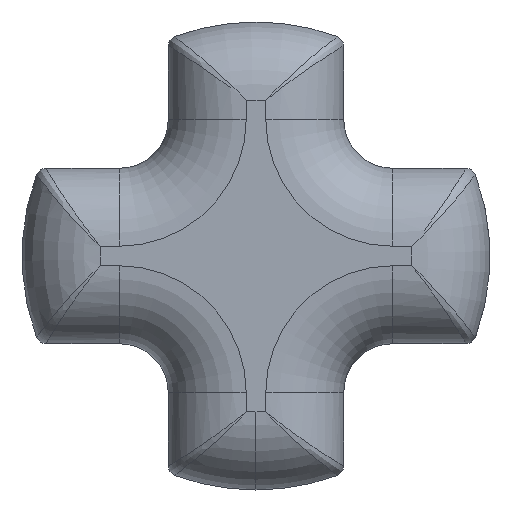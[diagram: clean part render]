
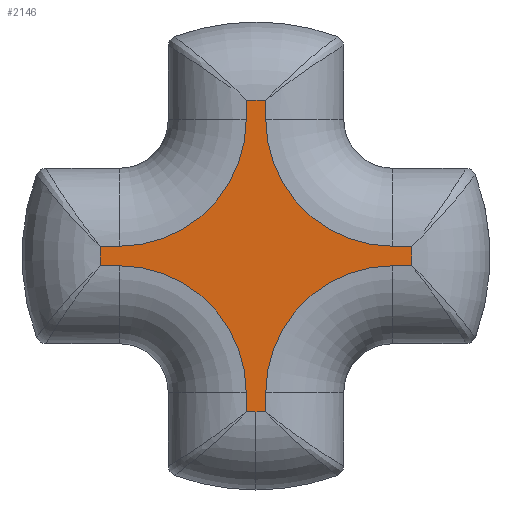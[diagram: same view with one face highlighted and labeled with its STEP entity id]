
A CAD part, left-side view. The second image highlights one B-rep face of the part: STEP entity #2146.
In plain terms, the highlighted planar face has unit normal (-1, 0, 0).
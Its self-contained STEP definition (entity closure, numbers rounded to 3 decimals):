
#1 = VERTEX_POINT ( 'NONE', #379 ) ;
#30 = VERTEX_POINT ( 'NONE', #2550 ) ;
#69 = EDGE_CURVE ( 'NONE', #928, #2358, #814, .T. ) ;
#83 = CARTESIAN_POINT ( 'NONE',  ( 0., 2.156, -0.1 ) ) ;
#84 = DIRECTION ( 'NONE',  ( 1., 0., 0. ) ) ;
#142 = ORIENTED_EDGE ( 'NONE', *, *, #2432, .T. ) ;
#165 = EDGE_CURVE ( 'NONE', #2083, #2385, #178, .T. ) ;
#168 = CIRCLE ( 'NONE', #2505, 1.6 ) ;
#178 = CIRCLE ( 'NONE', #1705, 1.3 ) ;
#215 = EDGE_CURVE ( 'NONE', #513, #928, #2060, .T. ) ;
#225 = EDGE_LOOP ( 'NONE', ( #1177, #566, #2419, #1151, #2316, #142, #2041, #1774, #623, #1499, #640, #1114, #2449, #2161, #1552, #1381, #2133 ) ) ;
#253 = DIRECTION ( 'NONE',  ( 0., 0., -1. ) ) ;
#266 = CARTESIAN_POINT ( 'NONE',  ( 0., -1.4, -0.1 ) ) ;
#278 = LINE ( 'NONE', #529, #1907 ) ;
#283 = EDGE_CURVE ( 'NONE', #1078, #2083, #2463, .T. ) ;
#292 = AXIS2_PLACEMENT_3D ( 'NONE', #1092, #2477, #1298 ) ;
#305 = CARTESIAN_POINT ( 'NONE',  ( 0., 0., 0. ) ) ;
#310 = CIRCLE ( 'NONE', #1740, 1.3 ) ;
#379 = CARTESIAN_POINT ( 'NONE',  ( 0., -1.597, 0.1 ) ) ;
#457 = EDGE_CURVE ( 'NONE', #30, #513, #1655, .T. ) ;
#477 = DIRECTION ( 'NONE',  ( 0., -1., 0. ) ) ;
#481 = CARTESIAN_POINT ( 'NONE',  ( 0., -0.1, 0.8 ) ) ;
#505 = DIRECTION ( 'NONE',  ( 0., 0., -1. ) ) ;
#513 = VERTEX_POINT ( 'NONE', #2251 ) ;
#519 = DIRECTION ( 'NONE',  ( -1., 0., 0. ) ) ;
#529 = CARTESIAN_POINT ( 'NONE',  ( 0., 2.156, 0.1 ) ) ;
#540 = AXIS2_PLACEMENT_3D ( 'NONE', #1927, #760, #2123 ) ;
#546 = EDGE_CURVE ( 'NONE', #2506, #1078, #2053, .T. ) ;
#566 = ORIENTED_EDGE ( 'NONE', *, *, #1454, .T. ) ;
#574 = CARTESIAN_POINT ( 'NONE',  ( 0., 1.4, -0.1 ) ) ;
#576 = CARTESIAN_POINT ( 'NONE',  ( 0., 0., 0. ) ) ;
#623 = ORIENTED_EDGE ( 'NONE', *, *, #1913, .T. ) ;
#627 = CARTESIAN_POINT ( 'NONE',  ( 0., 1.4, 0.1 ) ) ;
#640 = ORIENTED_EDGE ( 'NONE', *, *, #1388, .T. ) ;
#650 = LINE ( 'NONE', #2444, #1572 ) ;
#655 = VERTEX_POINT ( 'NONE', #706 ) ;
#661 = DIRECTION ( 'NONE',  ( -1., 0., 0. ) ) ;
#698 = DIRECTION ( 'NONE',  ( 0., 0., 1. ) ) ;
#703 = PLANE ( 'NONE',  #2252 ) ;
#706 = CARTESIAN_POINT ( 'NONE',  ( 0., -1.597, -0.1 ) ) ;
#736 = EDGE_CURVE ( 'NONE', #2502, #30, #310, .T. ) ;
#744 = DIRECTION ( 'NONE',  ( 1., 0., 0. ) ) ;
#760 = DIRECTION ( 'NONE',  ( 1., 0., 0. ) ) ;
#785 = DIRECTION ( 'NONE',  ( 0., 0., -1. ) ) ;
#814 = LINE ( 'NONE', #2361, #1261 ) ;
#856 = CARTESIAN_POINT ( 'NONE',  ( 0., 1.597, 0.1 ) ) ;
#896 = DIRECTION ( 'NONE',  ( 1., 0., 0. ) ) ;
#898 = DIRECTION ( 'NONE',  ( 0., 1., 0. ) ) ;
#928 = VERTEX_POINT ( 'NONE', #1604 ) ;
#951 = LINE ( 'NONE', #1869, #1939 ) ;
#957 = EDGE_CURVE ( 'NONE', #2300, #2148, #2422, .T. ) ;
#986 = EDGE_CURVE ( 'NONE', #1, #2502, #278, .T. ) ;
#1021 = DIRECTION ( 'NONE',  ( 1., 0., 0. ) ) ;
#1035 = CIRCLE ( 'NONE', #2122, 1.6 ) ;
#1067 = CIRCLE ( 'NONE', #1115, 1.3 ) ;
#1078 = VERTEX_POINT ( 'NONE', #1138 ) ;
#1092 = CARTESIAN_POINT ( 'NONE',  ( 0., 0., 0. ) ) ;
#1099 = LINE ( 'NONE', #1648, #1173 ) ;
#1114 = ORIENTED_EDGE ( 'NONE', *, *, #1121, .T. ) ;
#1115 = AXIS2_PLACEMENT_3D ( 'NONE', #1256, #84, #1449 ) ;
#1121 = EDGE_CURVE ( 'NONE', #655, #1, #168, .T. ) ;
#1138 = CARTESIAN_POINT ( 'NONE',  ( 0., 1.597, -0.1 ) ) ;
#1142 = VECTOR ( 'NONE', #2048, 1000. ) ;
#1151 = ORIENTED_EDGE ( 'NONE', *, *, #283, .T. ) ;
#1173 = VECTOR ( 'NONE', #477, 1000. ) ;
#1177 = ORIENTED_EDGE ( 'NONE', *, *, #1993, .T. ) ;
#1252 = DIRECTION ( 'NONE',  ( 0., -1., 0. ) ) ;
#1256 = CARTESIAN_POINT ( 'NONE',  ( 0., -1.4, -1.4 ) ) ;
#1261 = VECTOR ( 'NONE', #1379, 1000. ) ;
#1277 = VERTEX_POINT ( 'NONE', #266 ) ;
#1298 = DIRECTION ( 'NONE',  ( 0., 0., -1. ) ) ;
#1315 = AXIS2_PLACEMENT_3D ( 'NONE', #305, #1675, #505 ) ;
#1379 = DIRECTION ( 'NONE',  ( 0., 0., -1. ) ) ;
#1381 = ORIENTED_EDGE ( 'NONE', *, *, #215, .T. ) ;
#1388 = EDGE_CURVE ( 'NONE', #1277, #655, #1099, .T. ) ;
#1413 = VECTOR ( 'NONE', #1252, 1000. ) ;
#1449 = DIRECTION ( 'NONE',  ( 0., 0., -1. ) ) ;
#1454 = EDGE_CURVE ( 'NONE', #2380, #2506, #650, .T. ) ;
#1495 = CARTESIAN_POINT ( 'NONE',  ( 0., -0.1, -1.4 ) ) ;
#1499 = ORIENTED_EDGE ( 'NONE', *, *, #1784, .T. ) ;
#1552 = ORIENTED_EDGE ( 'NONE', *, *, #457, .T. ) ;
#1571 = AXIS2_PLACEMENT_3D ( 'NONE', #1836, #661, #2029 ) ;
#1572 = VECTOR ( 'NONE', #2451, 1000. ) ;
#1592 = VECTOR ( 'NONE', #253, 1000. ) ;
#1604 = CARTESIAN_POINT ( 'NONE',  ( 0., 0.1, 1.597 ) ) ;
#1607 = CARTESIAN_POINT ( 'NONE',  ( 0., 0.1, -1.4 ) ) ;
#1636 = VERTEX_POINT ( 'NONE', #2299 ) ;
#1648 = CARTESIAN_POINT ( 'NONE',  ( 0., 2.156, -0.1 ) ) ;
#1655 = LINE ( 'NONE', #481, #1142 ) ;
#1675 = DIRECTION ( 'NONE',  ( -1., 0., 0. ) ) ;
#1696 = CARTESIAN_POINT ( 'NONE',  ( 0., 0., 0. ) ) ;
#1705 = AXIS2_PLACEMENT_3D ( 'NONE', #2201, #1021, #2399 ) ;
#1719 = LINE ( 'NONE', #2210, #1592 ) ;
#1740 = AXIS2_PLACEMENT_3D ( 'NONE', #1914, #744, #2111 ) ;
#1757 = CIRCLE ( 'NONE', #540, 1.3 ) ;
#1774 = ORIENTED_EDGE ( 'NONE', *, *, #957, .T. ) ;
#1784 = EDGE_CURVE ( 'NONE', #2199, #1277, #1067, .T. ) ;
#1804 = CARTESIAN_POINT ( 'NONE',  ( 0., 0.1, 1.4 ) ) ;
#1836 = CARTESIAN_POINT ( 'NONE',  ( 0., 0., 0. ) ) ;
#1869 = CARTESIAN_POINT ( 'NONE',  ( 0., -0.1, 0.8 ) ) ;
#1873 = CARTESIAN_POINT ( 'NONE',  ( 0., 2.156, 0.8 ) ) ;
#1892 = DIRECTION ( 'NONE',  ( 0., 0., -1. ) ) ;
#1907 = VECTOR ( 'NONE', #898, 1000. ) ;
#1913 = EDGE_CURVE ( 'NONE', #2148, #2199, #951, .T. ) ;
#1914 = CARTESIAN_POINT ( 'NONE',  ( 0., -1.4, 1.4 ) ) ;
#1927 = CARTESIAN_POINT ( 'NONE',  ( 0., 1.4, 1.4 ) ) ;
#1939 = VECTOR ( 'NONE', #698, 1000. ) ;
#1953 = DIRECTION ( 'NONE',  ( -1., 0., 0. ) ) ;
#1993 = EDGE_CURVE ( 'NONE', #2358, #2380, #1757, .T. ) ;
#2018 = CARTESIAN_POINT ( 'NONE',  ( 0., -1.4, 0.1 ) ) ;
#2029 = DIRECTION ( 'NONE',  ( 0., 0., -1. ) ) ;
#2041 = ORIENTED_EDGE ( 'NONE', *, *, #2175, .T. ) ;
#2048 = DIRECTION ( 'NONE',  ( 0., 0., 1. ) ) ;
#2053 = CIRCLE ( 'NONE', #292, 1.6 ) ;
#2060 = CIRCLE ( 'NONE', #1571, 1.6 ) ;
#2083 = VERTEX_POINT ( 'NONE', #574 ) ;
#2089 = FACE_OUTER_BOUND ( 'NONE', #225, .T. ) ;
#2111 = DIRECTION ( 'NONE',  ( 0., 0., -1. ) ) ;
#2117 = CARTESIAN_POINT ( 'NONE',  ( 0., 0., -1.6 ) ) ;
#2122 = AXIS2_PLACEMENT_3D ( 'NONE', #1696, #519, #1892 ) ;
#2123 = DIRECTION ( 'NONE',  ( 0., 0., -1. ) ) ;
#2133 = ORIENTED_EDGE ( 'NONE', *, *, #69, .T. ) ;
#2146 = ADVANCED_FACE ( 'NONE', ( #2089 ), #703, .F. ) ;
#2148 = VERTEX_POINT ( 'NONE', #2471 ) ;
#2161 = ORIENTED_EDGE ( 'NONE', *, *, #736, .T. ) ;
#2175 = EDGE_CURVE ( 'NONE', #1636, #2300, #1035, .T. ) ;
#2199 = VERTEX_POINT ( 'NONE', #1495 ) ;
#2201 = CARTESIAN_POINT ( 'NONE',  ( 0., 1.4, -1.4 ) ) ;
#2210 = CARTESIAN_POINT ( 'NONE',  ( 0., 0.1, 0.8 ) ) ;
#2251 = CARTESIAN_POINT ( 'NONE',  ( 0., -0.1, 1.597 ) ) ;
#2252 = AXIS2_PLACEMENT_3D ( 'NONE', #1873, #896, #2269 ) ;
#2269 = DIRECTION ( 'NONE',  ( 0., 0., -1. ) ) ;
#2299 = CARTESIAN_POINT ( 'NONE',  ( 0., 0.1, -1.597 ) ) ;
#2300 = VERTEX_POINT ( 'NONE', #2117 ) ;
#2316 = ORIENTED_EDGE ( 'NONE', *, *, #165, .T. ) ;
#2358 = VERTEX_POINT ( 'NONE', #1804 ) ;
#2361 = CARTESIAN_POINT ( 'NONE',  ( 0., 0.1, 0.8 ) ) ;
#2380 = VERTEX_POINT ( 'NONE', #627 ) ;
#2385 = VERTEX_POINT ( 'NONE', #1607 ) ;
#2399 = DIRECTION ( 'NONE',  ( 0., 0., -1. ) ) ;
#2419 = ORIENTED_EDGE ( 'NONE', *, *, #546, .T. ) ;
#2422 = CIRCLE ( 'NONE', #1315, 1.6 ) ;
#2432 = EDGE_CURVE ( 'NONE', #2385, #1636, #1719, .T. ) ;
#2444 = CARTESIAN_POINT ( 'NONE',  ( 0., 2.156, 0.1 ) ) ;
#2449 = ORIENTED_EDGE ( 'NONE', *, *, #986, .T. ) ;
#2451 = DIRECTION ( 'NONE',  ( 0., 1., 0. ) ) ;
#2463 = LINE ( 'NONE', #83, #1413 ) ;
#2471 = CARTESIAN_POINT ( 'NONE',  ( 0., -0.1, -1.597 ) ) ;
#2477 = DIRECTION ( 'NONE',  ( -1., 0., 0. ) ) ;
#2502 = VERTEX_POINT ( 'NONE', #2018 ) ;
#2505 = AXIS2_PLACEMENT_3D ( 'NONE', #576, #1953, #785 ) ;
#2506 = VERTEX_POINT ( 'NONE', #856 ) ;
#2550 = CARTESIAN_POINT ( 'NONE',  ( 0., -0.1, 1.4 ) ) ;
